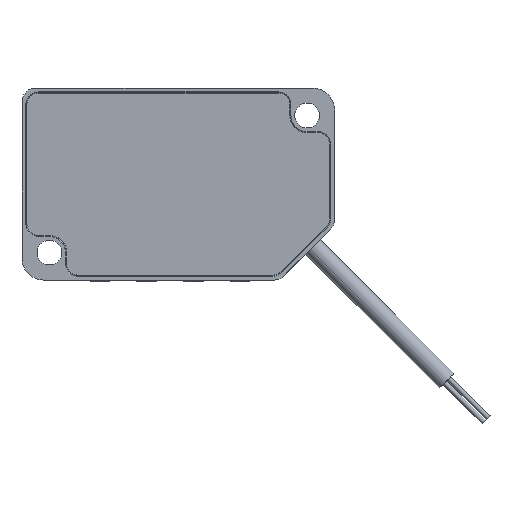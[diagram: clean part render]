
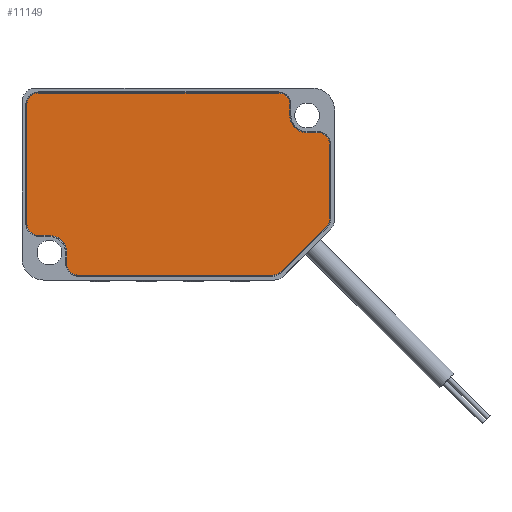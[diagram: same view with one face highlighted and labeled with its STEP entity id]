
A CAD part, front view. The second image highlights one B-rep face of the part: STEP entity #11149.
In plain terms, the highlighted planar face has unit normal (0, -1, 0).
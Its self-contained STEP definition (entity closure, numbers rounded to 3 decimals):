
#2286=CARTESIAN_POINT('',(-18.25,-12.,-14.5));
#2287=DIRECTION('',(0.,-1.,0.));
#2288=DIRECTION('',(-1.,0.,0.));
#2289=AXIS2_PLACEMENT_3D('',#2286,#2287,#2288);
#2291=DIRECTION('',(0.,0.,-1.));
#2292=VECTOR('',#2291,2.);
#2293=CARTESIAN_POINT('',(-20.35,-12.,-12.5));
#2294=LINE('',#2293,#2292);
#2295=CARTESIAN_POINT('',(-23.5,-12.,-12.5));
#2296=DIRECTION('',(0.,1.,0.));
#2297=DIRECTION('',(0.,0.,1.));
#2298=AXIS2_PLACEMENT_3D('',#2295,#2296,#2297);
#2300=DIRECTION('',(1.,0.,0.));
#2301=VECTOR('',#2300,2.);
#2302=CARTESIAN_POINT('',(-25.5,-12.,-9.35));
#2303=LINE('',#2302,#2301);
#2304=CARTESIAN_POINT('',(-25.5,-12.,-7.25));
#2305=DIRECTION('',(0.,-1.,0.));
#2306=DIRECTION('',(-1.,0.,0.));
#2307=AXIS2_PLACEMENT_3D('',#2304,#2305,#2306);
#2309=DIRECTION('',(0.,0.,-1.));
#2310=VECTOR('',#2309,21.75);
#2311=CARTESIAN_POINT('',(-27.6,-12.,14.5));
#2312=LINE('',#2311,#2310);
#2313=CARTESIAN_POINT('',(-25.5,-12.,14.5));
#2314=DIRECTION('',(0.,-1.,0.));
#2315=DIRECTION('',(0.,0.,1.));
#2316=AXIS2_PLACEMENT_3D('',#2313,#2314,#2315);
#2318=DIRECTION('',(-1.,0.,0.));
#2319=VECTOR('',#2318,43.75);
#2320=CARTESIAN_POINT('',(18.25,-12.,16.6));
#2321=LINE('',#2320,#2319);
#2322=CARTESIAN_POINT('',(18.25,-12.,14.5));
#2323=DIRECTION('',(0.,-1.,0.));
#2324=DIRECTION('',(1.,0.,0.));
#2325=AXIS2_PLACEMENT_3D('',#2322,#2323,#2324);
#2327=DIRECTION('',(0.,0.,1.));
#2328=VECTOR('',#2327,2.);
#2329=CARTESIAN_POINT('',(20.35,-12.,12.5));
#2330=LINE('',#2329,#2328);
#2331=CARTESIAN_POINT('',(23.5,-12.,12.5));
#2332=DIRECTION('',(0.,1.,0.));
#2333=DIRECTION('',(0.,0.,-1.));
#2334=AXIS2_PLACEMENT_3D('',#2331,#2332,#2333);
#2336=DIRECTION('',(-1.,0.,0.));
#2337=VECTOR('',#2336,2.);
#2338=CARTESIAN_POINT('',(25.5,-12.,9.35));
#2339=LINE('',#2338,#2337);
#2340=CARTESIAN_POINT('',(25.5,-12.,7.25));
#2341=DIRECTION('',(0.,-1.,0.));
#2342=DIRECTION('',(1.,0.,0.));
#2343=AXIS2_PLACEMENT_3D('',#2340,#2341,#2342);
#2345=DIRECTION('',(0.,0.,1.));
#2346=VECTOR('',#2345,13.507);
#2347=CARTESIAN_POINT('',(27.6,-12.,-6.257));
#2348=LINE('',#2347,#2346);
#2349=CARTESIAN_POINT('',(25.5,-12.,-6.257));
#2350=DIRECTION('',(0.,-1.,0.));
#2351=DIRECTION('',(0.707,0.,-0.707));
#2352=AXIS2_PLACEMENT_3D('',#2349,#2350,#2351);
#2354=DIRECTION('',(0.707,0.,0.707));
#2355=VECTOR('',#2354,11.657);
#2356=CARTESIAN_POINT('',(18.742,-12.,-15.985));
#2357=LINE('',#2356,#2355);
#2358=CARTESIAN_POINT('',(17.257,-12.,-14.5));
#2359=DIRECTION('',(0.,-1.,0.));
#2360=DIRECTION('',(0.,0.,-1.));
#2361=AXIS2_PLACEMENT_3D('',#2358,#2359,#2360);
#2363=DIRECTION('',(1.,0.,0.));
#2364=VECTOR('',#2363,35.507);
#2365=CARTESIAN_POINT('',(-18.25,-12.,-16.6));
#2366=LINE('',#2365,#2364);
#7746=CARTESIAN_POINT('',(-20.35,-12.,-14.5));
#7747=CARTESIAN_POINT('',(-18.25,-12.,-16.6));
#7748=VERTEX_POINT('',#7746);
#7749=VERTEX_POINT('',#7747);
#7750=CARTESIAN_POINT('',(17.257,-12.,-16.6));
#7751=VERTEX_POINT('',#7750);
#7752=CARTESIAN_POINT('',(18.742,-12.,-15.985));
#7753=VERTEX_POINT('',#7752);
#7754=CARTESIAN_POINT('',(26.985,-12.,-7.742));
#7755=VERTEX_POINT('',#7754);
#7756=CARTESIAN_POINT('',(27.6,-12.,-6.257));
#7757=VERTEX_POINT('',#7756);
#7758=CARTESIAN_POINT('',(27.6,-12.,7.25));
#7759=VERTEX_POINT('',#7758);
#7760=CARTESIAN_POINT('',(25.5,-12.,9.35));
#7761=VERTEX_POINT('',#7760);
#7762=CARTESIAN_POINT('',(23.5,-12.,9.35));
#7763=VERTEX_POINT('',#7762);
#7764=CARTESIAN_POINT('',(20.35,-12.,12.5));
#7765=VERTEX_POINT('',#7764);
#7766=CARTESIAN_POINT('',(20.35,-12.,14.5));
#7767=VERTEX_POINT('',#7766);
#7768=CARTESIAN_POINT('',(18.25,-12.,16.6));
#7769=VERTEX_POINT('',#7768);
#7770=CARTESIAN_POINT('',(-25.5,-12.,16.6));
#7771=VERTEX_POINT('',#7770);
#7772=CARTESIAN_POINT('',(-27.6,-12.,14.5));
#7773=VERTEX_POINT('',#7772);
#7774=CARTESIAN_POINT('',(-27.6,-12.,-7.25));
#7775=VERTEX_POINT('',#7774);
#7776=CARTESIAN_POINT('',(-25.5,-12.,-9.35));
#7777=VERTEX_POINT('',#7776);
#7778=CARTESIAN_POINT('',(-23.5,-12.,-9.35));
#7779=VERTEX_POINT('',#7778);
#7780=CARTESIAN_POINT('',(-20.35,-12.,-12.5));
#7781=VERTEX_POINT('',#7780);
#11124=CARTESIAN_POINT('',(0.,-12.,0.));
#11125=DIRECTION('',(0.,1.,0.));
#11126=DIRECTION('',(1.,0.,0.));
#11127=AXIS2_PLACEMENT_3D('',#11124,#11125,#11126);
#11128=PLANE('',#11127);
#11129=ORIENTED_EDGE('',*,*,#10909,.F.);
#11130=ORIENTED_EDGE('',*,*,#10923,.F.);
#11131=ORIENTED_EDGE('',*,*,#10937,.F.);
#11132=ORIENTED_EDGE('',*,*,#10951,.F.);
#11133=ORIENTED_EDGE('',*,*,#10965,.F.);
#11134=ORIENTED_EDGE('',*,*,#10979,.F.);
#11135=ORIENTED_EDGE('',*,*,#10993,.F.);
#11136=ORIENTED_EDGE('',*,*,#11007,.F.);
#11137=ORIENTED_EDGE('',*,*,#11021,.F.);
#11138=ORIENTED_EDGE('',*,*,#11035,.F.);
#11139=ORIENTED_EDGE('',*,*,#11049,.F.);
#11140=ORIENTED_EDGE('',*,*,#11063,.F.);
#11141=ORIENTED_EDGE('',*,*,#11077,.F.);
#11142=ORIENTED_EDGE('',*,*,#11091,.F.);
#11143=ORIENTED_EDGE('',*,*,#11105,.F.);
#11144=ORIENTED_EDGE('',*,*,#11118,.F.);
#11145=ORIENTED_EDGE('',*,*,#10880,.F.);
#11146=ORIENTED_EDGE('',*,*,#10895,.F.);
#11147=EDGE_LOOP('',(#11129,#11130,#11131,#11132,#11133,#11134,#11135,#11136,
#11137,#11138,#11139,#11140,#11141,#11142,#11143,#11144,#11145,#11146));
#11148=FACE_OUTER_BOUND('',#11147,.F.);
#2290=CIRCLE('',#2289,2.1);
#2299=CIRCLE('',#2298,3.15);
#2308=CIRCLE('',#2307,2.1);
#2317=CIRCLE('',#2316,2.1);
#2326=CIRCLE('',#2325,2.1);
#2335=CIRCLE('',#2334,3.15);
#2344=CIRCLE('',#2343,2.1);
#2353=CIRCLE('',#2352,2.1);
#2362=CIRCLE('',#2361,2.1);
#10880=EDGE_CURVE('',#7751,#7753,#2362,.T.);
#10895=EDGE_CURVE('',#7749,#7751,#2366,.T.);
#10909=EDGE_CURVE('',#7748,#7749,#2290,.T.);
#10923=EDGE_CURVE('',#7781,#7748,#2294,.T.);
#10937=EDGE_CURVE('',#7779,#7781,#2299,.T.);
#10951=EDGE_CURVE('',#7777,#7779,#2303,.T.);
#10965=EDGE_CURVE('',#7775,#7777,#2308,.T.);
#10979=EDGE_CURVE('',#7773,#7775,#2312,.T.);
#10993=EDGE_CURVE('',#7771,#7773,#2317,.T.);
#11007=EDGE_CURVE('',#7769,#7771,#2321,.T.);
#11021=EDGE_CURVE('',#7767,#7769,#2326,.T.);
#11035=EDGE_CURVE('',#7765,#7767,#2330,.T.);
#11049=EDGE_CURVE('',#7763,#7765,#2335,.T.);
#11063=EDGE_CURVE('',#7761,#7763,#2339,.T.);
#11077=EDGE_CURVE('',#7759,#7761,#2344,.T.);
#11091=EDGE_CURVE('',#7757,#7759,#2348,.T.);
#11105=EDGE_CURVE('',#7755,#7757,#2353,.T.);
#11118=EDGE_CURVE('',#7753,#7755,#2357,.T.);
#11149=ADVANCED_FACE('',(#11148),#11128,.F.);
